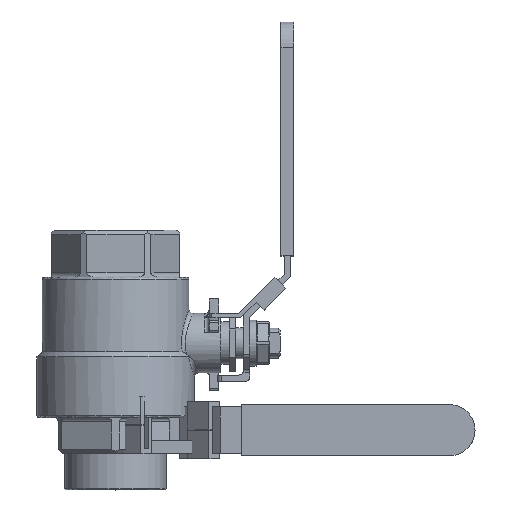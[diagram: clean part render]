
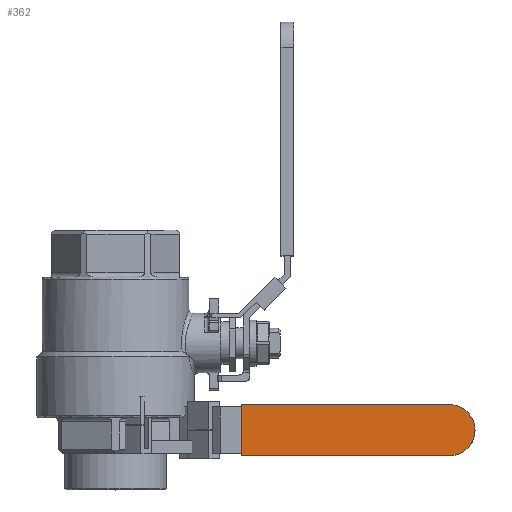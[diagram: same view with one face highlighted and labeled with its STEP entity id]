
A CAD part, top view. The second image highlights one B-rep face of the part: STEP entity #362.
In plain terms, the highlighted face is planar.
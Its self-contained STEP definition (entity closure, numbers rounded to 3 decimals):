
#362 = ADVANCED_FACE( '', ( #882 ), #883, .F. );
#882 = FACE_OUTER_BOUND( '', #1779, .T. );
#883 = PLANE( '', #1780 );
#1779 = EDGE_LOOP( '', ( #2893, #2894, #2895, #2896 ) );
#1780 = AXIS2_PLACEMENT_3D( '', #2897, #2898, #2899 );
#2893 = ORIENTED_EDGE( '', *, *, #4637, .T. );
#2894 = ORIENTED_EDGE( '', *, *, #4638, .F. );
#2895 = ORIENTED_EDGE( '', *, *, #4639, .F. );
#2896 = ORIENTED_EDGE( '', *, *, #4640, .F. );
#2897 = CARTESIAN_POINT( '', ( 0., 0., 0. ) );
#2898 = DIRECTION( '', ( 0., 1., 0. ) );
#2899 = DIRECTION( '', ( 0., 0., 1. ) );
#4637 = EDGE_CURVE( '', #5573, #5574, #5575, .F. );
#4638 = EDGE_CURVE( '', #5576, #5574, #5577, .T. );
#4639 = EDGE_CURVE( '', #5578, #5576, #5579, .T. );
#4640 = EDGE_CURVE( '', #5573, #5578, #5580, .T. );
#5573 = VERTEX_POINT( '', #7232 );
#5574 = VERTEX_POINT( '', #7233 );
#5575 = CIRCLE( '', #7234, 12. );
#5576 = VERTEX_POINT( '', #7235 );
#5577 = LINE( '', #7236, #7237 );
#5578 = VERTEX_POINT( '', #7238 );
#5579 = LINE( '', #7239, #7240 );
#5580 = LINE( '', #7241, #7242 );
#7232 = CARTESIAN_POINT( '', ( 98., 0., 0. ) );
#7233 = CARTESIAN_POINT( '', ( 98., 0., 24. ) );
#7234 = AXIS2_PLACEMENT_3D( '', #8772, #8773, #8774 );
#7235 = CARTESIAN_POINT( '', ( 0., 0., 24. ) );
#7236 = CARTESIAN_POINT( '', ( 0., 0., 24. ) );
#7237 = VECTOR( '', #8775, 1000. );
#7238 = CARTESIAN_POINT( '', ( 0., 0., 0. ) );
#7239 = CARTESIAN_POINT( '', ( 0., 0., 0. ) );
#7240 = VECTOR( '', #8776, 1000. );
#7241 = CARTESIAN_POINT( '', ( 110., 0., 0. ) );
#7242 = VECTOR( '', #8777, 1000. );
#8772 = CARTESIAN_POINT( '', ( 98., 0., 12. ) );
#8773 = DIRECTION( '', ( 0., 1., 0. ) );
#8774 = DIRECTION( '', ( 0., 0., 1. ) );
#8775 = DIRECTION( '', ( 1., 0., 0. ) );
#8776 = DIRECTION( '', ( 0., 0., 1. ) );
#8777 = DIRECTION( '', ( -1., 0., 0. ) );
